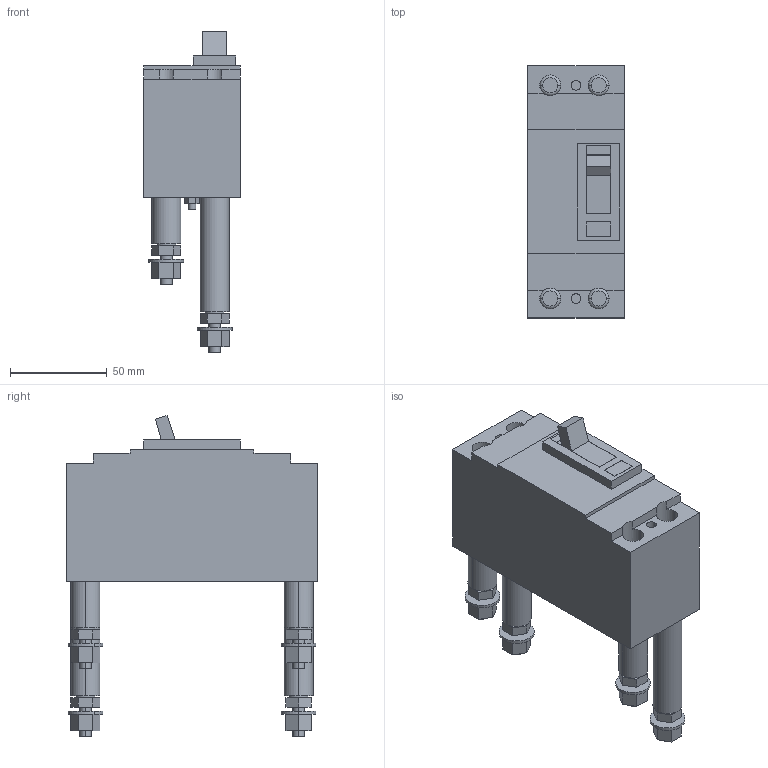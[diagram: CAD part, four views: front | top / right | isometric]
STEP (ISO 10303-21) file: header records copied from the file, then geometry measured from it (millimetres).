
FILE_DESCRIPTION(('CoCreate Modeling STEP Export'),'2;1');
FILE_NAME('Ｅ１００ＳＦ２Ｒ(１０－５０Ａ).stp','2016-03-30T15:09:37',(''),(''),'CoCreate Modeling STEP processor for AP214 (Solid Model)','CoCreate Modeling 17.0 01-Apr-2010 (C) Parametric Technology GmbH','');
FILE_SCHEMA(('AUTOMOTIVE_DESIGN { 1 0 10303 214 1 1 1 1 }'));
Length unit declared in the file: millimetre
Products named in the file (10): P5.1; P4.1; P6.3; P6.1; P3.1; P2.1; P4.3; P7.3; P1; )
Assembly tree (21 placements, depth 2):
  )
    P4.1  x2
    P7.3  x4
    P2.1  x2
    P5.1  x4
    P4.3  x2
    P1
    P6.3  x2
    P3.1  x2
    P6.1  x2
Bounding box: 50 x 130 x 165.54 mm (x, y, z)
Volume: 463628.9 mm3; surface area: 75961.8 mm2
Topology: 21 solids, 21 shells, 271 faces, 618 edges, 408 vertices
Faces by surface type: plane 163, cylinder 100, torus 8
Entity records: 4204 total; most frequent: ORIENTED_EDGE 692, CARTESIAN_POINT 643, DIRECTION 612, EDGE_CURVE 346, VERTEX_POINT 228, VECTOR 218, LINE 218, AXIS2_PLACEMENT_3D 197
